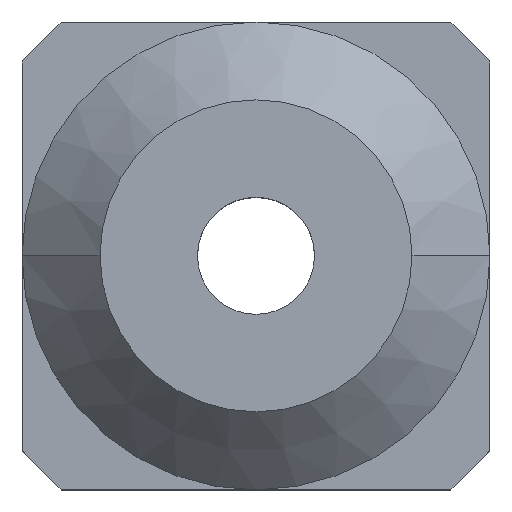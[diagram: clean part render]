
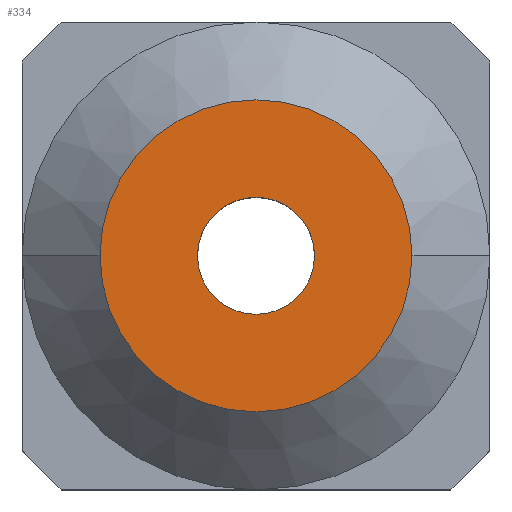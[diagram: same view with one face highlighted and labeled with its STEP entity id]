
A CAD part, top view. The second image highlights one B-rep face of the part: STEP entity #334.
In plain terms, the highlighted planar face has unit normal (0, 0, 1).
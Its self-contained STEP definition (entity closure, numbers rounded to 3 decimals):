
#16 = ORIENTED_EDGE ( 'NONE', *, *, #170, .F. ) ;
#19 = ORIENTED_EDGE ( 'NONE', *, *, #142, .F. ) ;
#22 = ORIENTED_EDGE ( 'NONE', *, *, #160, .T. ) ;
#23 = ORIENTED_EDGE ( 'NONE', *, *, #182, .T. ) ;
#91 = CARTESIAN_POINT ( 'NONE',  ( -6., 6., 3. ) ) ;
#92 = DIRECTION ( 'NONE',  ( 0., 0., 1. ) ) ;
#94 = VERTEX_POINT ( 'NONE', #117 ) ;
#98 = VERTEX_POINT ( 'NONE', #103 ) ;
#103 = CARTESIAN_POINT ( 'NONE',  ( -2., 6., 3. ) ) ;
#115 = CARTESIAN_POINT ( 'NONE',  ( -7.5, 6., 3. ) ) ;
#117 = CARTESIAN_POINT ( 'NONE',  ( -4.5, 6., 3. ) ) ;
#121 = VERTEX_POINT ( 'NONE', #115 ) ;
#127 = VERTEX_POINT ( 'NONE', #516 ) ;
#142 = EDGE_CURVE ( 'NONE', #94, #121, #245, .T. ) ;
#160 = EDGE_CURVE ( 'NONE', #127, #98, #225, .T. ) ;
#170 = EDGE_CURVE ( 'NONE', #121, #94, #203, .T. ) ;
#182 = EDGE_CURVE ( 'NONE', #98, #127, #660, .T. ) ;
#203 = CIRCLE ( 'NONE', #382, 1.5 ) ;
#225 = CIRCLE ( 'NONE', #383, 4. ) ;
#245 = CIRCLE ( 'NONE', #385, 1.5 ) ;
#272 = CARTESIAN_POINT ( 'NONE',  ( -6., 6., 3. ) ) ;
#273 = DIRECTION ( 'NONE',  ( 0., 0., 1. ) ) ;
#274 = DIRECTION ( 'NONE',  ( -1., 0., 0. ) ) ;
#334 = ADVANCED_FACE ( 'NONE', ( #667, #668 ), #464, .T. ) ;
#335 = AXIS2_PLACEMENT_3D ( 'NONE', #554, #555, #556 ) ;
#354 = AXIS2_PLACEMENT_3D ( 'NONE', #465, #466, #467 ) ;
#382 = AXIS2_PLACEMENT_3D ( 'NONE', #526, #527, #528 ) ;
#383 = AXIS2_PLACEMENT_3D ( 'NONE', #272, #273, #274 ) ;
#385 = AXIS2_PLACEMENT_3D ( 'NONE', #91, #92, #519 ) ;
#464 = PLANE ( 'NONE',  #354 ) ;
#465 = CARTESIAN_POINT ( 'NONE',  ( -10.048, 1.952, 3. ) ) ;
#466 = DIRECTION ( 'NONE',  ( 0., 0., 1. ) ) ;
#467 = DIRECTION ( 'NONE',  ( 1., 0., 0. ) ) ;
#516 = CARTESIAN_POINT ( 'NONE',  ( -10., 6., 3. ) ) ;
#519 = DIRECTION ( 'NONE',  ( -1., 0., 0. ) ) ;
#526 = CARTESIAN_POINT ( 'NONE',  ( -6., 6., 3. ) ) ;
#527 = DIRECTION ( 'NONE',  ( 0., 0., 1. ) ) ;
#528 = DIRECTION ( 'NONE',  ( -1., 0., 0. ) ) ;
#554 = CARTESIAN_POINT ( 'NONE',  ( -6., 6., 3. ) ) ;
#555 = DIRECTION ( 'NONE',  ( 0., 0., 1. ) ) ;
#556 = DIRECTION ( 'NONE',  ( -1., 0., 0. ) ) ;
#593 = EDGE_LOOP ( 'NONE', ( #16, #19 ) ) ;
#594 = EDGE_LOOP ( 'NONE', ( #22, #23 ) ) ;
#660 = CIRCLE ( 'NONE', #335, 4. ) ;
#667 = FACE_BOUND ( 'NONE', #593, .T. ) ;
#668 = FACE_OUTER_BOUND ( 'NONE', #594, .T. ) ;
